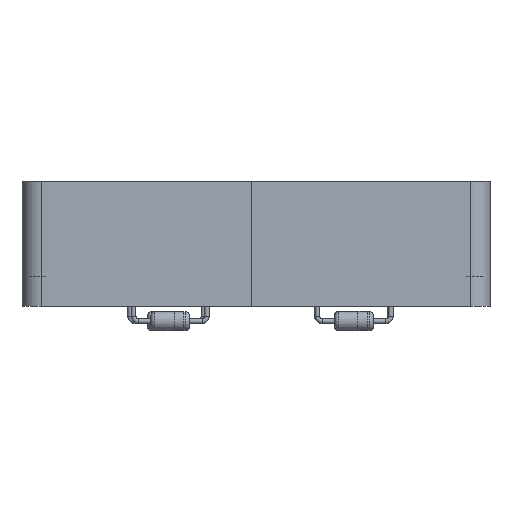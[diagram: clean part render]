
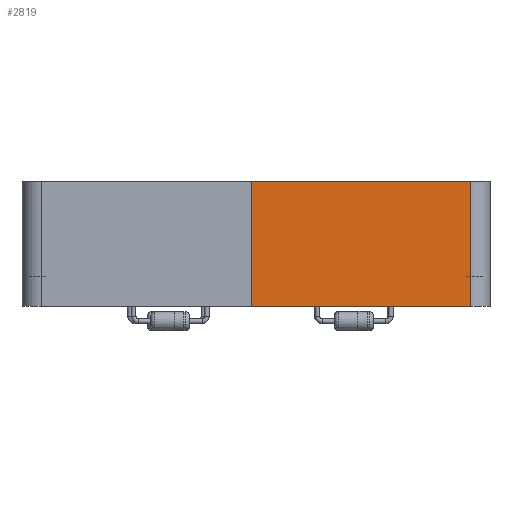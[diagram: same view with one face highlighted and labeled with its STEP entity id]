
A CAD part, left-side view. The second image highlights one B-rep face of the part: STEP entity #2819.
In plain terms, the highlighted planar face has unit normal (-1, 0, 0).
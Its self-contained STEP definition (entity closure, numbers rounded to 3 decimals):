
#590=FACE_OUTER_BOUND('',#861,.T.);
#861=EDGE_LOOP('',(#2595,#2596,#2597,#2598));
#1050=LINE('',#4722,#1255);
#1063=LINE('',#4754,#1268);
#1064=LINE('',#4757,#1269);
#1065=LINE('',#4758,#1270);
#1255=VECTOR('',#3947,10.);
#1268=VECTOR('',#3982,10.);
#1269=VECTOR('',#3985,10.);
#1270=VECTOR('',#3986,10.);
#1507=VERTEX_POINT('',#4719);
#1508=VERTEX_POINT('',#4721);
#1516=VERTEX_POINT('',#4752);
#1517=VERTEX_POINT('',#4756);
#1863=EDGE_CURVE('',#1507,#1508,#1050,.T.);
#1879=EDGE_CURVE('',#1516,#1508,#1063,.T.);
#1880=EDGE_CURVE('',#1517,#1516,#1064,.T.);
#1881=EDGE_CURVE('',#1517,#1507,#1065,.T.);
#2595=ORIENTED_EDGE('',*,*,#1880,.T.);
#2596=ORIENTED_EDGE('',*,*,#1879,.T.);
#2597=ORIENTED_EDGE('',*,*,#1863,.F.);
#2598=ORIENTED_EDGE('',*,*,#1881,.F.);
#2682=PLANE('',#3161);
#2819=ADVANCED_FACE('',(#590),#2682,.T.);
#3161=AXIS2_PLACEMENT_3D('',#4755,#3983,#3984);
#3947=DIRECTION('',(0.,-1.,0.));
#3982=DIRECTION('',(0.,0.,1.));
#3983=DIRECTION('center_axis',(-1.,0.,
0.));
#3984=DIRECTION('ref_axis',(0.,-1.,0.));
#3985=DIRECTION('',(0.,-1.,0.));
#3986=DIRECTION('',(0.,0.,1.));
#4719=CARTESIAN_POINT('',(117.91,-89.729,13.));
#4721=CARTESIAN_POINT('',(117.91,-112.487,13.));
#4722=CARTESIAN_POINT('',(117.91,-89.729,13.));
#4752=CARTESIAN_POINT('',(117.91,-112.487,0.));
#4754=CARTESIAN_POINT('',(117.91,-112.487,0.));
#4755=CARTESIAN_POINT('Origin',(117.91,-89.729,0.));
#4756=CARTESIAN_POINT('',(117.91,-89.729,0.));
#4757=CARTESIAN_POINT('',(117.91,-89.729,0.));
#4758=CARTESIAN_POINT('',(117.91,-89.729,0.));
